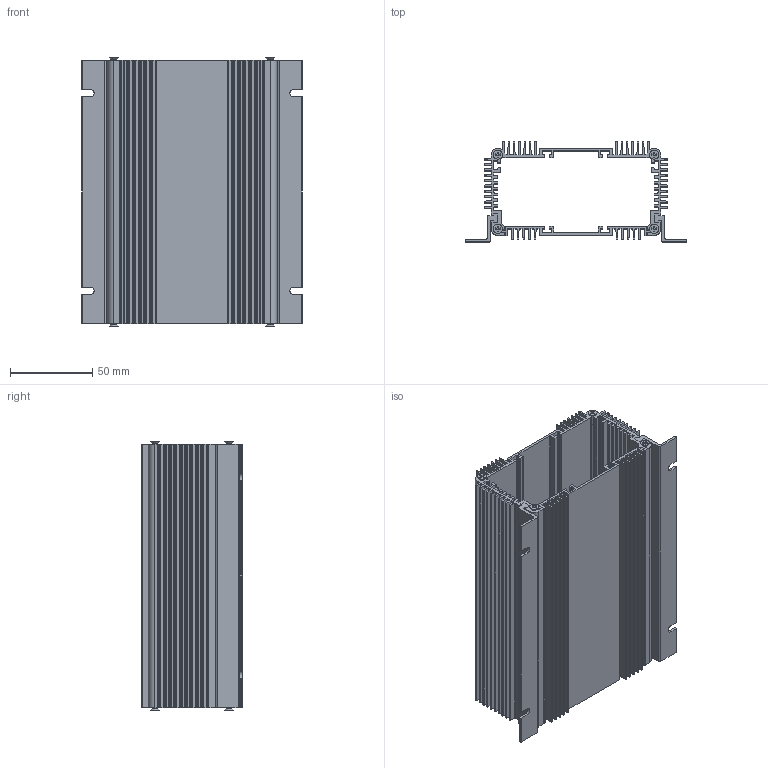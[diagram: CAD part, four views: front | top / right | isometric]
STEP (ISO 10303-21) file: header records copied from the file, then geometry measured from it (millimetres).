
FILE_DESCRIPTION(('FreeCAD Model'),'2;1');
FILE_NAME('Open CASCADE Shape Model','2023-07-13T14:15:20',(''),(''), 'Open CASCADE STEP processor 7.6','FreeCAD','Unknown');
FILE_SCHEMA(('AUTOMOTIVE_DESIGN { 1 0 10303 214 1 1 1 1 }'));
Length unit declared in the file: millimetre
Products named in the file (5): 1455NHD1601; EXT55NHD160; EXT55NBHD160; EXT55NHD160FM; 1455 screw
Assembly tree (12 placements, depth 2):
  1455NHD1601
    EXT55NHD160
    EXT55NBHD160
    EXT55NHD160FM  x2
    1455 screw  x8
Bounding box: 134 x 61 x 163 mm (x, y, z)
Volume: 178941.6 mm3; surface area: 239082.7 mm2
Topology: 12 solids, 12 shells, 980 faces, 2836 edges, 1888 vertices
Faces by surface type: plane 486, cylinder 446, cone 48
Full cylindrical faces by diameter (mm): 3.5 x8
Entity records: 34888 total; most frequent: CARTESIAN_POINT 8349, PCURVE 4593, ORIENTED_EDGE 4040, LINE 2490, EDGE_CURVE 2420, SURFACE_CURVE 2298, DEFINITIONAL_REPRESENTATION 1906, VERTEX_POINT 1613
